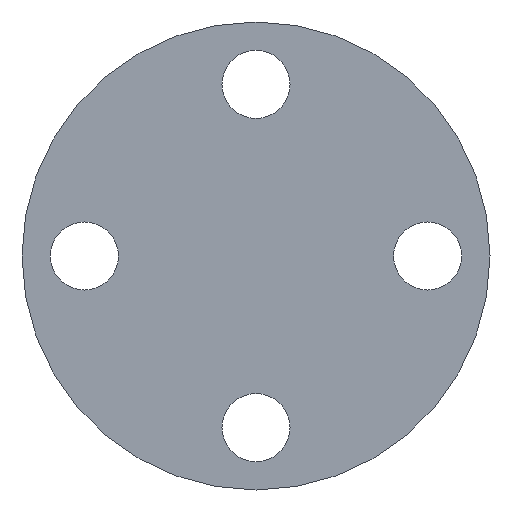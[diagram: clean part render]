
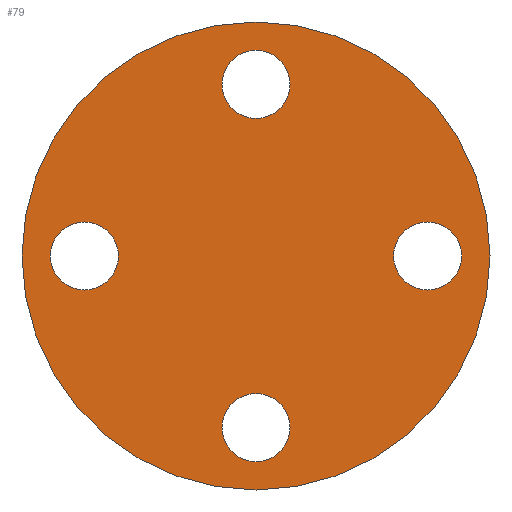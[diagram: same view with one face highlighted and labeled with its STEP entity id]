
A CAD part, front view. The second image highlights one B-rep face of the part: STEP entity #79.
In plain terms, the highlighted planar face has unit normal (0, -1, 0).
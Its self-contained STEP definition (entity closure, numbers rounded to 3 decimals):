
#5 = DIRECTION ( 'NONE',  ( 0., 1., 0. ) ) ;
#16 = AXIS2_PLACEMENT_3D ( 'NONE', #342, #298, #427 ) ;
#17 = DIRECTION ( 'NONE',  ( 0., 0., -1. ) ) ;
#20 = EDGE_CURVE ( 'NONE', #358, #478, #36, .T. ) ;
#25 = VERTEX_POINT ( 'NONE', #453 ) ;
#27 = CARTESIAN_POINT ( 'NONE',  ( 39.6, 0., 0. ) ) ;
#31 = FACE_BOUND ( 'NONE', #227, .T. ) ;
#35 = ORIENTED_EDGE ( 'NONE', *, *, #136, .T. ) ;
#36 = CIRCLE ( 'NONE', #434, 7.85 ) ;
#38 = AXIS2_PLACEMENT_3D ( 'NONE', #27, #282, #455 ) ;
#41 = DIRECTION ( 'NONE',  ( 1., 0., 0. ) ) ;
#51 = DIRECTION ( 'NONE',  ( 0., 0., 1. ) ) ;
#61 = ORIENTED_EDGE ( 'NONE', *, *, #20, .T. ) ;
#65 = AXIS2_PLACEMENT_3D ( 'NONE', #297, #94, #51 ) ;
#75 = CARTESIAN_POINT ( 'NONE',  ( -39.6, 0., 0. ) ) ;
#78 = DIRECTION ( 'NONE',  ( 1., 0., 0. ) ) ;
#79 = ADVANCED_FACE ( 'NONE', ( #369, #285, #549, #31, #160 ), #501, .F. ) ;
#91 = CARTESIAN_POINT ( 'NONE',  ( 0., 0., 47.45 ) ) ;
#92 = CARTESIAN_POINT ( 'NONE',  ( 0., 0., -47.45 ) ) ;
#94 = DIRECTION ( 'NONE',  ( 0., 1., 0. ) ) ;
#117 = DIRECTION ( 'NONE',  ( 0., 1., 0. ) ) ;
#118 = AXIS2_PLACEMENT_3D ( 'NONE', #253, #164, #41 ) ;
#121 = AXIS2_PLACEMENT_3D ( 'NONE', #382, #203, #463 ) ;
#122 = DIRECTION ( 'NONE',  ( 0., 0., 1. ) ) ;
#130 = CARTESIAN_POINT ( 'NONE',  ( 0., 0., -39.6 ) ) ;
#136 = EDGE_CURVE ( 'NONE', #478, #358, #461, .T. ) ;
#142 = CIRCLE ( 'NONE', #38, 7.85 ) ;
#158 = EDGE_CURVE ( 'NONE', #195, #531, #508, .T. ) ;
#160 = FACE_OUTER_BOUND ( 'NONE', #268, .T. ) ;
#164 = DIRECTION ( 'NONE',  ( 0., 1., 0. ) ) ;
#176 = CARTESIAN_POINT ( 'NONE',  ( 0., 0., 39.6 ) ) ;
#195 = VERTEX_POINT ( 'NONE', #293 ) ;
#196 = DIRECTION ( 'NONE',  ( 0., 0., -1. ) ) ;
#202 = ORIENTED_EDGE ( 'NONE', *, *, #158, .T. ) ;
#203 = DIRECTION ( 'NONE',  ( 0., 1., 0. ) ) ;
#206 = CIRCLE ( 'NONE', #217, 7.85 ) ;
#212 = CARTESIAN_POINT ( 'NONE',  ( 0., 0., -54. ) ) ;
#215 = CARTESIAN_POINT ( 'NONE',  ( -47.45, 0., 0. ) ) ;
#217 = AXIS2_PLACEMENT_3D ( 'NONE', #176, #522, #17 ) ;
#226 = DIRECTION ( 'NONE',  ( 0., 0., 1. ) ) ;
#227 = EDGE_LOOP ( 'NONE', ( #412, #307 ) ) ;
#245 = AXIS2_PLACEMENT_3D ( 'NONE', #504, #117, #226 ) ;
#248 = EDGE_CURVE ( 'NONE', #295, #361, #306, .T. ) ;
#253 = CARTESIAN_POINT ( 'NONE',  ( -39.6, 0., 0. ) ) ;
#260 = VERTEX_POINT ( 'NONE', #517 ) ;
#268 = EDGE_LOOP ( 'NONE', ( #351, #393 ) ) ;
#272 = ORIENTED_EDGE ( 'NONE', *, *, #479, .T. ) ;
#274 = AXIS2_PLACEMENT_3D ( 'NONE', #130, #526, #392 ) ;
#278 = VERTEX_POINT ( 'NONE', #91 ) ;
#281 = ORIENTED_EDGE ( 'NONE', *, *, #551, .T. ) ;
#282 = DIRECTION ( 'NONE',  ( 0., 1., 0. ) ) ;
#285 = FACE_BOUND ( 'NONE', #514, .T. ) ;
#293 = CARTESIAN_POINT ( 'NONE',  ( 47.45, 0., 0. ) ) ;
#295 = VERTEX_POINT ( 'NONE', #92 ) ;
#297 = CARTESIAN_POINT ( 'NONE',  ( 0., 0., 0. ) ) ;
#298 = DIRECTION ( 'NONE',  ( 0., 1., 0. ) ) ;
#306 = CIRCLE ( 'NONE', #545, 7.85 ) ;
#307 = ORIENTED_EDGE ( 'NONE', *, *, #248, .T. ) ;
#311 = EDGE_CURVE ( 'NONE', #25, #314, #547, .T. ) ;
#314 = VERTEX_POINT ( 'NONE', #212 ) ;
#315 = CARTESIAN_POINT ( 'NONE',  ( -31.75, 0., 0. ) ) ;
#330 = EDGE_CURVE ( 'NONE', #314, #25, #469, .T. ) ;
#341 = EDGE_CURVE ( 'NONE', #361, #295, #390, .T. ) ;
#342 = CARTESIAN_POINT ( 'NONE',  ( 0., 0., 0. ) ) ;
#351 = ORIENTED_EDGE ( 'NONE', *, *, #330, .F. ) ;
#358 = VERTEX_POINT ( 'NONE', #215 ) ;
#361 = VERTEX_POINT ( 'NONE', #477 ) ;
#369 = FACE_BOUND ( 'NONE', #371, .T. ) ;
#371 = EDGE_LOOP ( 'NONE', ( #35, #61 ) ) ;
#372 = CIRCLE ( 'NONE', #513, 7.85 ) ;
#377 = CARTESIAN_POINT ( 'NONE',  ( 0., 0., -39.6 ) ) ;
#382 = CARTESIAN_POINT ( 'NONE',  ( 39.6, 0., 0. ) ) ;
#390 = CIRCLE ( 'NONE', #274, 7.85 ) ;
#392 = DIRECTION ( 'NONE',  ( 0., 0., 1. ) ) ;
#393 = ORIENTED_EDGE ( 'NONE', *, *, #311, .F. ) ;
#396 = EDGE_CURVE ( 'NONE', #278, #260, #206, .T. ) ;
#410 = CARTESIAN_POINT ( 'NONE',  ( 0., 0., 39.6 ) ) ;
#412 = ORIENTED_EDGE ( 'NONE', *, *, #341, .T. ) ;
#427 = DIRECTION ( 'NONE',  ( 0., 0., 1. ) ) ;
#434 = AXIS2_PLACEMENT_3D ( 'NONE', #75, #446, #78 ) ;
#446 = DIRECTION ( 'NONE',  ( 0., 1., 0. ) ) ;
#453 = CARTESIAN_POINT ( 'NONE',  ( 0., 0., 54. ) ) ;
#455 = DIRECTION ( 'NONE',  ( -1., 0., 0. ) ) ;
#459 = CARTESIAN_POINT ( 'NONE',  ( 31.75, 0., 0. ) ) ;
#461 = CIRCLE ( 'NONE', #118, 7.85 ) ;
#463 = DIRECTION ( 'NONE',  ( -1., 0., 0. ) ) ;
#469 = CIRCLE ( 'NONE', #16, 54. ) ;
#477 = CARTESIAN_POINT ( 'NONE',  ( 0., 0., -31.75 ) ) ;
#478 = VERTEX_POINT ( 'NONE', #315 ) ;
#479 = EDGE_CURVE ( 'NONE', #531, #195, #142, .T. ) ;
#487 = ORIENTED_EDGE ( 'NONE', *, *, #396, .T. ) ;
#490 = EDGE_LOOP ( 'NONE', ( #272, #202 ) ) ;
#500 = DIRECTION ( 'NONE',  ( 0., 1., 0. ) ) ;
#501 = PLANE ( 'NONE',  #245 ) ;
#504 = CARTESIAN_POINT ( 'NONE',  ( 0., 0., 0. ) ) ;
#508 = CIRCLE ( 'NONE', #121, 7.85 ) ;
#513 = AXIS2_PLACEMENT_3D ( 'NONE', #410, #500, #196 ) ;
#514 = EDGE_LOOP ( 'NONE', ( #281, #487 ) ) ;
#517 = CARTESIAN_POINT ( 'NONE',  ( 0., 0., 31.75 ) ) ;
#522 = DIRECTION ( 'NONE',  ( 0., 1., 0. ) ) ;
#526 = DIRECTION ( 'NONE',  ( 0., 1., 0. ) ) ;
#531 = VERTEX_POINT ( 'NONE', #459 ) ;
#545 = AXIS2_PLACEMENT_3D ( 'NONE', #377, #5, #122 ) ;
#547 = CIRCLE ( 'NONE', #65, 54. ) ;
#549 = FACE_BOUND ( 'NONE', #490, .T. ) ;
#551 = EDGE_CURVE ( 'NONE', #260, #278, #372, .T. ) ;
